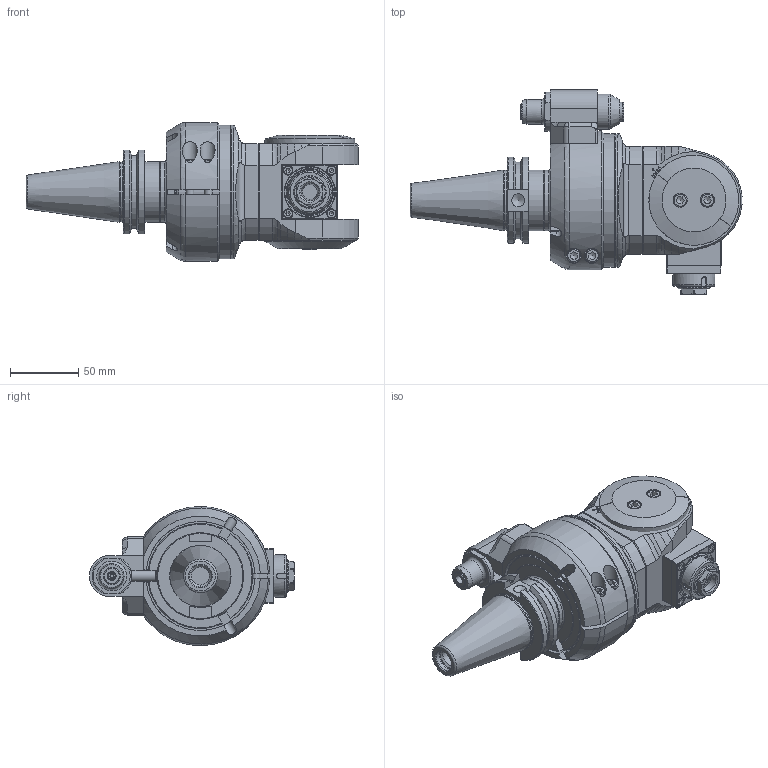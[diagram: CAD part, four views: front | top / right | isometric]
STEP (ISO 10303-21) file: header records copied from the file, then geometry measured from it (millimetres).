
FILE_DESCRIPTION(/* description */ (''),/* implementation_level */ '2;1');
FILE_NAME(/* name */ '9.FMU.100C0-1C40.stp',/* time_stamp */ '2024-07-31T15:11:53-04:00',/* author */ ('jkrenzer'),/* organization */ (''),/* preprocessor_version */ 'ST-DEVELOPER v18.1',/* originating_system */ 'Autodesk Inventor 2022',/* authorisation */ '');
FILE_SCHEMA (('AUTOMOTIVE_DESIGN { 1 0 10303 214 3 1 1 }'));
Products named in the file (3): 9.FMU.100C0-1C40; FMU-10C; 9_GA1_446_2 (Type 1, C40, 65mm)
Assembly tree (2 placements, depth 2):
  9.FMU.100C0-1C40
    FMU-10C
    9_GA1_446_2 (Type 1, C40, 65mm)
Bounding box: 243.61 x 150.25 x 101.99 mm (x, y, z)
Volume: 1019930.4 mm3; surface area: 168536.3 mm2
Topology: 6 solids, 6 shells, 622 faces, 1566 edges, 1026 vertices
Faces by surface type: plane 305, cone 137, cylinder 136, torus 38, bspline 6
Full cylindrical faces by diameter (mm): 2.5 x1, 2.6 x2, 3 x2, 4 x2, 4.2 x2, 5 x2, 6 x4, 6.5 x1, 7 x5, 8 x2, 8.5 x1, 9.525 x1, 10 x8, 10.4 x2, 10.5 x3, 11 x2, 12 x2, 12.5 x1, 13 x1, 13.376 x1, 14 x1, 16.281 x1, 16.5 x1, 16.8 x1, 17.943 x1, 18 x1, 23 x1, 24 x1, 24.5 x1, 26 x1
Entity records: 48902 total; most frequent: CARTESIAN_POINT 34286, ORIENTED_EDGE 3096, DIRECTION 2959, EDGE_CURVE 1548, AXIS2_PLACEMENT_3D 1121, VERTEX_POINT 1026, EDGE_LOOP 721, LINE 717
